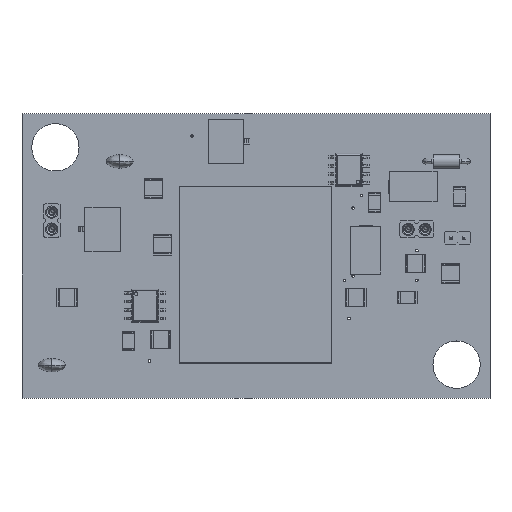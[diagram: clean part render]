
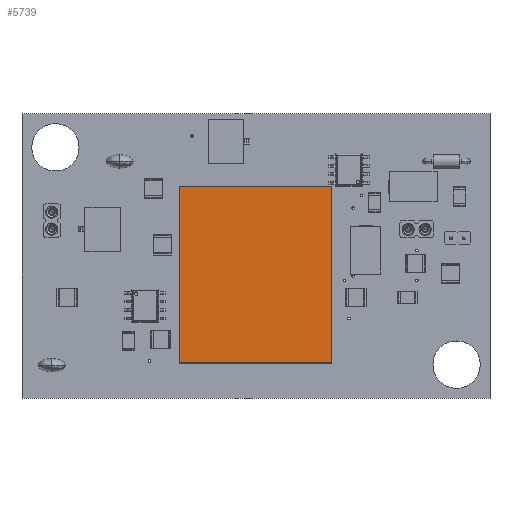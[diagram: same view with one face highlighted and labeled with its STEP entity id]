
A CAD part, top view. The second image highlights one B-rep face of the part: STEP entity #5739.
In plain terms, the highlighted planar face has unit normal (0, 0, 1).
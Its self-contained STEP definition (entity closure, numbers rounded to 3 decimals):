
#5610 = VERTEX_POINT('',#5611);
#5611 = CARTESIAN_POINT('',(11.43,7.62,5.));
#5617 = EDGE_CURVE('',#5610,#5618,#5620,.T.);
#5618 = VERTEX_POINT('',#5619);
#5619 = CARTESIAN_POINT('',(-11.43,7.62,5.));
#5620 = LINE('',#5621,#5622);
#5621 = CARTESIAN_POINT('',(11.43,7.62,5.));
#5622 = VECTOR('',#5623,1.);
#5623 = DIRECTION('',(-1.,0.,0.));
#5648 = EDGE_CURVE('',#5618,#5649,#5651,.T.);
#5649 = VERTEX_POINT('',#5650);
#5650 = CARTESIAN_POINT('',(-11.43,-18.72,5.));
#5651 = LINE('',#5652,#5653);
#5652 = CARTESIAN_POINT('',(-11.43,7.62,5.));
#5653 = VECTOR('',#5654,1.);
#5654 = DIRECTION('',(0.,-1.,0.));
#5679 = EDGE_CURVE('',#5649,#5680,#5682,.T.);
#5680 = VERTEX_POINT('',#5681);
#5681 = CARTESIAN_POINT('',(11.43,-18.72,5.));
#5682 = LINE('',#5683,#5684);
#5683 = CARTESIAN_POINT('',(-11.43,-18.72,5.));
#5684 = VECTOR('',#5685,1.);
#5685 = DIRECTION('',(1.,0.,0.));
#5710 = EDGE_CURVE('',#5680,#5610,#5711,.T.);
#5711 = LINE('',#5712,#5713);
#5712 = CARTESIAN_POINT('',(11.43,-18.72,5.));
#5713 = VECTOR('',#5714,1.);
#5714 = DIRECTION('',(0.,1.,0.));
#5739 = ADVANCED_FACE('',(#5740),#5746,.F.);
#5740 = FACE_BOUND('',#5741,.T.);
#5741 = EDGE_LOOP('',(#5742,#5743,#5744,#5745));
#5742 = ORIENTED_EDGE('',*,*,#5617,.T.);
#5743 = ORIENTED_EDGE('',*,*,#5648,.T.);
#5744 = ORIENTED_EDGE('',*,*,#5679,.T.);
#5745 = ORIENTED_EDGE('',*,*,#5710,.T.);
#5746 = PLANE('',#5747);
#5747 = AXIS2_PLACEMENT_3D('',#5748,#5749,#5750);
#5748 = CARTESIAN_POINT('',(11.43,7.62,5.));
#5749 = DIRECTION('',(0.,0.,-1.));
#5750 = DIRECTION('',(-1.,0.,0.));
